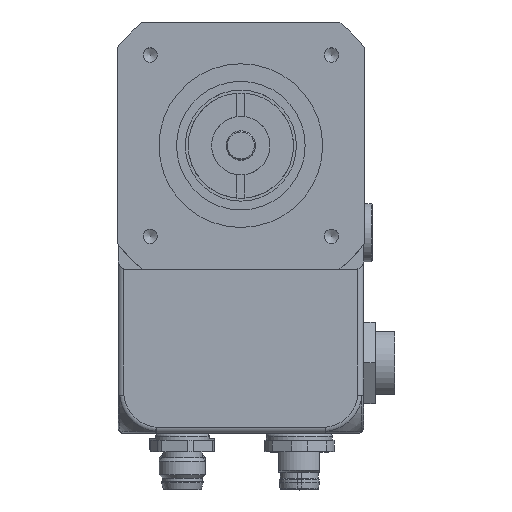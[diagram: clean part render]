
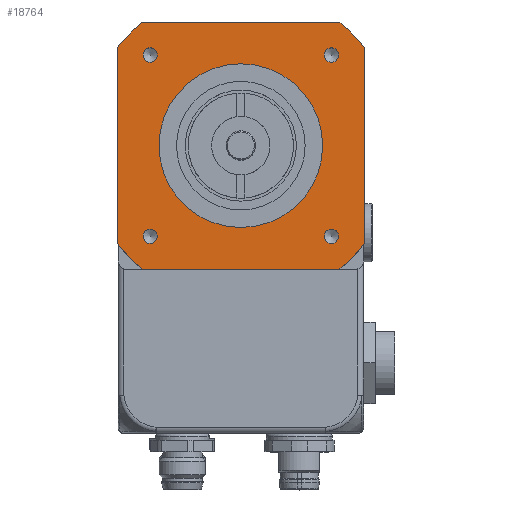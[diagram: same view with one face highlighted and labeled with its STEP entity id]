
A CAD part, top view. The second image highlights one B-rep face of the part: STEP entity #18764.
In plain terms, the highlighted planar face has unit normal (0, 0, 1).
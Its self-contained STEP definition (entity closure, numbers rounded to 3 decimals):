
#380=FACE_BOUND('',#2590,.T.);
#381=FACE_BOUND('',#2591,.T.);
#382=FACE_BOUND('',#2592,.T.);
#383=FACE_BOUND('',#2593,.T.);
#384=FACE_BOUND('',#2594,.T.);
#858=PLANE('',#19961);
#1463=FACE_OUTER_BOUND('',#2589,.T.);
#2589=EDGE_LOOP('',(#12330,#12331,#12332,#12333,#12334,#12335,#12336,#12337));
#2590=EDGE_LOOP('',(#12338));
#2591=EDGE_LOOP('',(#12339));
#2592=EDGE_LOOP('',(#12340));
#2593=EDGE_LOOP('',(#12341));
#2594=EDGE_LOOP('',(#12342));
#3969=CIRCLE('',#19905,14.);
#3984=CIRCLE('',#19936,1.23);
#3986=CIRCLE('',#19940,1.23);
#3988=CIRCLE('',#19944,1.23);
#3990=CIRCLE('',#19948,1.23);
#3991=CIRCLE('',#19950,27.);
#3992=CIRCLE('',#19953,27.);
#3994=CIRCLE('',#19956,27.);
#3995=CIRCLE('',#19958,27.);
#4853=LINE('',#27635,#6306);
#4858=LINE('',#27645,#6311);
#4868=LINE('',#27696,#6321);
#4870=LINE('',#27707,#6323);
#6306=VECTOR('',#22118,10.);
#6311=VECTOR('',#22125,10.);
#6321=VECTOR('',#22185,10.);
#6323=VECTOR('',#22203,10.);
#7755=VERTEX_POINT('',#27578);
#7775=VERTEX_POINT('',#27632);
#7776=VERTEX_POINT('',#27634);
#7779=VERTEX_POINT('',#27642);
#7780=VERTEX_POINT('',#27644);
#7786=VERTEX_POINT('',#27665);
#7788=VERTEX_POINT('',#27671);
#7790=VERTEX_POINT('',#27677);
#7792=VERTEX_POINT('',#27683);
#7793=VERTEX_POINT('',#27686);
#7794=VERTEX_POINT('',#27687);
#7796=VERTEX_POINT('',#27694);
#7797=VERTEX_POINT('',#27703);
#9558=EDGE_CURVE('',#7755,#7755,#3969,.T.);
#9583=EDGE_CURVE('',#7775,#7776,#4853,.T.);
#9588=EDGE_CURVE('',#7779,#7780,#4858,.T.);
#9598=EDGE_CURVE('',#7786,#7786,#3984,.T.);
#9600=EDGE_CURVE('',#7788,#7788,#3986,.T.);
#9602=EDGE_CURVE('',#7790,#7790,#3988,.T.);
#9604=EDGE_CURVE('',#7792,#7792,#3990,.T.);
#9605=EDGE_CURVE('',#7793,#7794,#3991,.T.);
#9610=EDGE_CURVE('',#7796,#7793,#4868,.T.);
#9611=EDGE_CURVE('',#7776,#7796,#3992,.T.);
#9613=EDGE_CURVE('',#7780,#7775,#3994,.T.);
#9614=EDGE_CURVE('',#7797,#7779,#3995,.T.);
#9616=EDGE_CURVE('',#7794,#7797,#4870,.T.);
#12330=ORIENTED_EDGE('',*,*,#9616,.F.);
#12331=ORIENTED_EDGE('',*,*,#9605,.F.);
#12332=ORIENTED_EDGE('',*,*,#9610,.F.);
#12333=ORIENTED_EDGE('',*,*,#9611,.F.);
#12334=ORIENTED_EDGE('',*,*,#9583,.F.);
#12335=ORIENTED_EDGE('',*,*,#9613,.F.);
#12336=ORIENTED_EDGE('',*,*,#9588,.F.);
#12337=ORIENTED_EDGE('',*,*,#9614,.F.);
#12338=ORIENTED_EDGE('',*,*,#9558,.T.);
#12339=ORIENTED_EDGE('',*,*,#9598,.T.);
#12340=ORIENTED_EDGE('',*,*,#9600,.T.);
#12341=ORIENTED_EDGE('',*,*,#9602,.T.);
#12342=ORIENTED_EDGE('',*,*,#9604,.T.);
#18764=ADVANCED_FACE('',(#1463,#380,#381,#382,#383,#384),#858,.T.);
#19905=AXIS2_PLACEMENT_3D('',#27579,#22062,#22063);
#19936=AXIS2_PLACEMENT_3D('',#27666,#22149,#22150);
#19940=AXIS2_PLACEMENT_3D('',#27672,#22157,#22158);
#19944=AXIS2_PLACEMENT_3D('',#27678,#22165,#22166);
#19948=AXIS2_PLACEMENT_3D('',#27684,#22173,#22174);
#19950=AXIS2_PLACEMENT_3D('',#27688,#22177,#22178);
#19953=AXIS2_PLACEMENT_3D('',#27698,#22188,#22189);
#19956=AXIS2_PLACEMENT_3D('',#27701,#22194,#22195);
#19958=AXIS2_PLACEMENT_3D('',#27704,#22198,#22199);
#19961=AXIS2_PLACEMENT_3D('',#27709,#22206,#22207);
#22062=DIRECTION('center_axis',(0.,0.,-1.));
#22063=DIRECTION('ref_axis',(0.,1.,0.));
#22118=DIRECTION('',(-1.,0.,0.));
#22125=DIRECTION('',(0.,-1.,0.));
#22149=DIRECTION('center_axis',(0.,0.,-1.));
#22150=DIRECTION('ref_axis',(0.,-1.,0.));
#22157=DIRECTION('center_axis',(0.,0.,-1.));
#22158=DIRECTION('ref_axis',(0.,-1.,0.));
#22165=DIRECTION('center_axis',(0.,0.,-1.));
#22166=DIRECTION('ref_axis',(0.,-1.,0.));
#22173=DIRECTION('center_axis',(0.,0.,-1.));
#22174=DIRECTION('ref_axis',(0.,-1.,0.));
#22177=DIRECTION('center_axis',(0.,0.,-1.));
#22178=DIRECTION('ref_axis',(-0.783,0.622,0.));
#22185=DIRECTION('',(0.,1.,0.));
#22188=DIRECTION('center_axis',(0.,0.,-1.));
#22189=DIRECTION('ref_axis',(-0.622,-0.783,0.));
#22194=DIRECTION('center_axis',(0.,0.,-1.));
#22195=DIRECTION('ref_axis',(0.783,-0.622,0.));
#22198=DIRECTION('center_axis',(0.,0.,-1.));
#22199=DIRECTION('ref_axis',(0.622,0.783,0.));
#22203=DIRECTION('',(1.,0.,0.));
#22206=DIRECTION('center_axis',(0.,0.,1.));
#22207=DIRECTION('ref_axis',(-1.,0.,0.));
#27578=CARTESIAN_POINT('',(0.,-14.,49.5));
#27579=CARTESIAN_POINT('Origin',(0.,0.,49.5));
#27632=CARTESIAN_POINT('',(16.783,-21.15,49.5));
#27634=CARTESIAN_POINT('',(-16.783,-21.15,49.5));
#27635=CARTESIAN_POINT('',(16.783,-21.15,49.5));
#27642=CARTESIAN_POINT('',(21.15,16.783,49.5));
#27644=CARTESIAN_POINT('',(21.15,-16.783,49.5));
#27645=CARTESIAN_POINT('',(21.15,16.783,49.5));
#27665=CARTESIAN_POINT('',(-15.5,-16.73,49.5));
#27666=CARTESIAN_POINT('Origin',(-15.5,-15.5,49.5));
#27671=CARTESIAN_POINT('',(15.5,14.271,49.5));
#27672=CARTESIAN_POINT('Origin',(15.5,15.5,49.5));
#27677=CARTESIAN_POINT('',(-15.5,14.271,49.5));
#27678=CARTESIAN_POINT('Origin',(-15.5,15.5,49.5));
#27683=CARTESIAN_POINT('',(15.5,-16.73,49.5));
#27684=CARTESIAN_POINT('Origin',(15.5,-15.5,49.5));
#27686=CARTESIAN_POINT('',(-21.15,16.783,49.5));
#27687=CARTESIAN_POINT('',(-16.783,21.15,49.5));
#27688=CARTESIAN_POINT('Origin',(0.,0.,49.5));
#27694=CARTESIAN_POINT('',(-21.15,-16.783,49.5));
#27696=CARTESIAN_POINT('',(-21.15,-16.783,49.5));
#27698=CARTESIAN_POINT('Origin',(0.,0.,49.5));
#27701=CARTESIAN_POINT('Origin',(0.,0.,49.5));
#27703=CARTESIAN_POINT('',(16.783,21.15,49.5));
#27704=CARTESIAN_POINT('Origin',(0.,0.,49.5));
#27707=CARTESIAN_POINT('',(-16.783,21.15,49.5));
#27709=CARTESIAN_POINT('Origin',(10.035,10.035,49.5));
